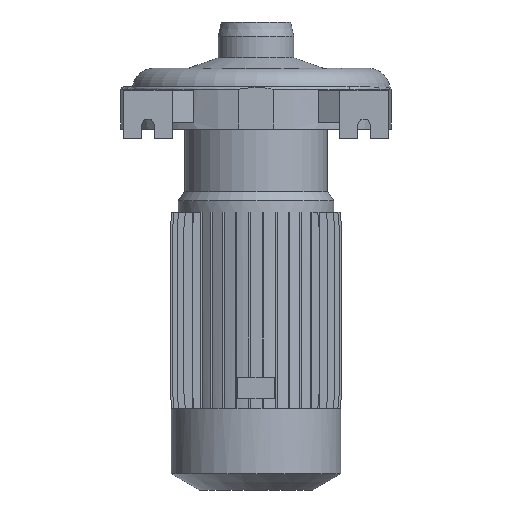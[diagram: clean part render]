
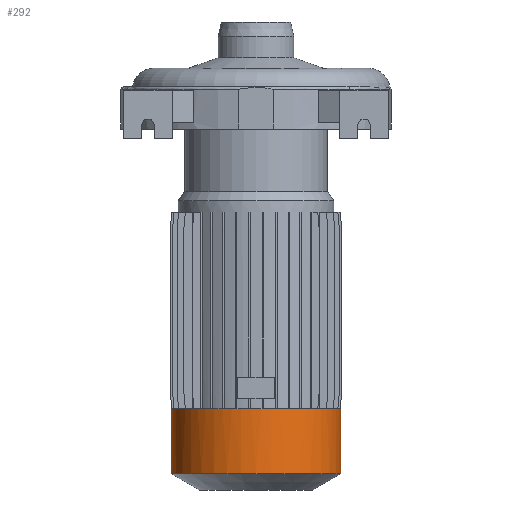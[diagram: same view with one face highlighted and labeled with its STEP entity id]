
A CAD part, front view. The second image highlights one B-rep face of the part: STEP entity #292.
In plain terms, the highlighted cylindrical face has radius 78.5 mm (diameter 157 mm), a partial arc.
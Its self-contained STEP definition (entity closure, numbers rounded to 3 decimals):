
#96 = CIRCLE ( 'NONE', #5263, 78.5 ) ;
#292 = ADVANCED_FACE ( 'NONE', ( #7268 ), #3344, .T. ) ;
#598 = CARTESIAN_POINT ( 'NONE',  ( 0., 0., -355. ) ) ;
#1044 = ORIENTED_EDGE ( 'NONE', *, *, #4407, .F. ) ;
#1888 = VERTEX_POINT ( 'NONE', #5511 ) ;
#2645 = LINE ( 'NONE', #10253, #8025 ) ;
#2839 = DIRECTION ( 'NONE',  ( 0., 0., 1. ) ) ;
#3028 = ORIENTED_EDGE ( 'NONE', *, *, #4429, .T. ) ;
#3344 = CYLINDRICAL_SURFACE ( 'NONE', #11742, 78.5 ) ;
#3528 = CARTESIAN_POINT ( 'NONE',  ( -78.5, 0., 63. ) ) ;
#3645 = DIRECTION ( 'NONE',  ( 0., 0., 1. ) ) ;
#4159 = VERTEX_POINT ( 'NONE', #8819 ) ;
#4407 = EDGE_CURVE ( 'NONE', #1888, #6683, #8379, .T. ) ;
#4429 = EDGE_CURVE ( 'NONE', #4159, #11746, #2645, .T. ) ;
#4657 = VECTOR ( 'NONE', #3645, 1000. ) ;
#5263 = AXIS2_PLACEMENT_3D ( 'NONE', #7338, #7150, #11950 ) ;
#5511 = CARTESIAN_POINT ( 'NONE',  ( -78.5, 0., -355. ) ) ;
#6641 = DIRECTION ( 'NONE',  ( 1., 0., 0. ) ) ;
#6683 = VERTEX_POINT ( 'NONE', #10485 ) ;
#6889 = ORIENTED_EDGE ( 'NONE', *, *, #7318, .T. ) ;
#7063 = AXIS2_PLACEMENT_3D ( 'NONE', #598, #2839, #6641 ) ;
#7143 = DIRECTION ( 'NONE',  ( 0., 0., 1. ) ) ;
#7150 = DIRECTION ( 'NONE',  ( 0., 0., 1. ) ) ;
#7262 = EDGE_CURVE ( 'NONE', #6683, #11746, #96, .T. ) ;
#7268 = FACE_OUTER_BOUND ( 'NONE', #8250, .T. ) ;
#7318 = EDGE_CURVE ( 'NONE', #1888, #4159, #7854, .T. ) ;
#7329 = DIRECTION ( 'NONE',  ( 0., 0., 1. ) ) ;
#7338 = CARTESIAN_POINT ( 'NONE',  ( 0., 0., -295. ) ) ;
#7854 = CIRCLE ( 'NONE', #7063, 78.5 ) ;
#8025 = VECTOR ( 'NONE', #7329, 1000. ) ;
#8250 = EDGE_LOOP ( 'NONE', ( #1044, #6889, #3028, #10681 ) ) ;
#8379 = LINE ( 'NONE', #3528, #4657 ) ;
#8819 = CARTESIAN_POINT ( 'NONE',  ( 78.5, 0., -355. ) ) ;
#9192 = CARTESIAN_POINT ( 'NONE',  ( 0., 0., 63. ) ) ;
#10253 = CARTESIAN_POINT ( 'NONE',  ( 78.5, 0., 63. ) ) ;
#10485 = CARTESIAN_POINT ( 'NONE',  ( -78.5, 0., -295. ) ) ;
#10621 = CARTESIAN_POINT ( 'NONE',  ( 78.5, 0., -295. ) ) ;
#10681 = ORIENTED_EDGE ( 'NONE', *, *, #7262, .F. ) ;
#10945 = DIRECTION ( 'NONE',  ( 1., 0., 0. ) ) ;
#11742 = AXIS2_PLACEMENT_3D ( 'NONE', #9192, #7143, #10945 ) ;
#11746 = VERTEX_POINT ( 'NONE', #10621 ) ;
#11950 = DIRECTION ( 'NONE',  ( 1., 0., 0. ) ) ;
